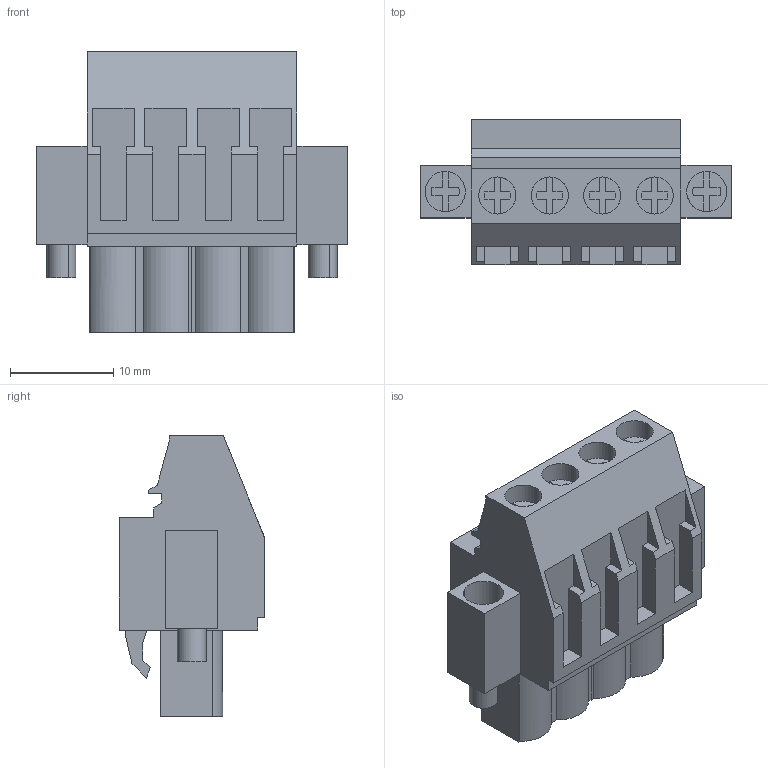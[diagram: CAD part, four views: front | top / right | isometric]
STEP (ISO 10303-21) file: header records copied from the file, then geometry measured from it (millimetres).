
FILE_DESCRIPTION(('CATIA V5 STEP','CAx-IF Rec.Pracs.--- Model Styling and Organization---1.2---2011-12-15'),'2;1');
FILE_NAME ('7246780_2_1950060000_1950060000.stp','2017-09-08T12:24:12+00:00',('none'),('Weidmueller'),'CATIA Version 5-6 Release 2014','CATIA V5 STEP AP214','none');
FILE_SCHEMA(('AUTOMOTIVE_DESIGN { 1 0 10303 214 1 1 1 1 }'));
Length unit declared in the file: millimetre
Products named in the file (1): 1950060000
Bounding box: 30.12 x 14.1 x 27.2 mm (x, y, z)
Volume: 5061.6 mm3; surface area: 3787.5 mm2
Topology: 7 solids, 7 shells, 344 faces, 929 edges, 624 vertices
Faces by surface type: plane 288, cylinder 54, extrusion 2
Entity records: 10168 total; most frequent: ORIENTED_EDGE 1858, CARTESIAN_POINT 1811, DIRECTION 1437, EDGE_CURVE 929, VECTOR 795, LINE 793, VERTEX_POINT 624, AXIS2_PLACEMENT_3D 388
